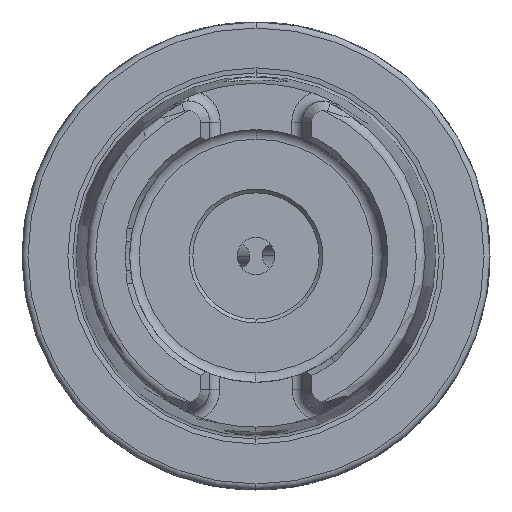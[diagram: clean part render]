
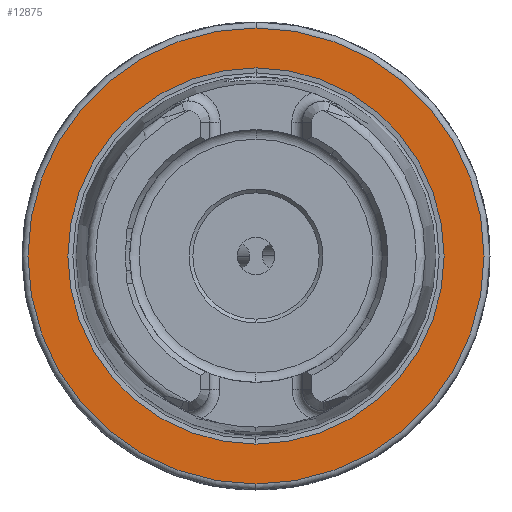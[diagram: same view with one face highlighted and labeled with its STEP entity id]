
A CAD part, left-side view. The second image highlights one B-rep face of the part: STEP entity #12875.
In plain terms, the highlighted planar face has unit normal (-1, 0, 0).
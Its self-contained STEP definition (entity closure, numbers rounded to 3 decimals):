
#415 = CARTESIAN_POINT ( 'NONE',  ( 0., 0., 30.7 ) ) ;
#526 = DIRECTION ( 'NONE',  ( -1., 0., 0. ) ) ;
#850 = CIRCLE ( 'NONE', #4709, 30.7 ) ;
#1048 = CARTESIAN_POINT ( 'NONE',  ( 0., 30.7, 0. ) ) ;
#1443 = FACE_BOUND ( 'NONE', #16257, .T. ) ;
#2641 = ORIENTED_EDGE ( 'NONE', *, *, #5069, .F. ) ;
#3170 = FACE_OUTER_BOUND ( 'NONE', #4105, .T. ) ;
#3189 = CIRCLE ( 'NONE', #3681, 25.324 ) ;
#3681 = AXIS2_PLACEMENT_3D ( 'NONE', #8888, #17128, #10128 ) ;
#4105 = EDGE_LOOP ( 'NONE', ( #4107, #8302 ) ) ;
#4107 = ORIENTED_EDGE ( 'NONE', *, *, #8356, .T. ) ;
#4709 = AXIS2_PLACEMENT_3D ( 'NONE', #5628, #16675, #6150 ) ;
#5069 = EDGE_CURVE ( 'NONE', #7462, #13000, #3189, .T. ) ;
#5569 = AXIS2_PLACEMENT_3D ( 'NONE', #16692, #526, #15481 ) ;
#5628 = CARTESIAN_POINT ( 'NONE',  ( 0., 0., 0. ) ) ;
#5783 = CARTESIAN_POINT ( 'NONE',  ( 0., 0., -25.324 ) ) ;
#6128 = CARTESIAN_POINT ( 'NONE',  ( 0., 0., 25.324 ) ) ;
#6150 = DIRECTION ( 'NONE',  ( 0., 0., 1. ) ) ;
#6280 = VERTEX_POINT ( 'NONE', #9808 ) ;
#7462 = VERTEX_POINT ( 'NONE', #6128 ) ;
#8237 = AXIS2_PLACEMENT_3D ( 'NONE', #15162, #16842, #8579 ) ;
#8302 = ORIENTED_EDGE ( 'NONE', *, *, #11709, .T. ) ;
#8356 = EDGE_CURVE ( 'NONE', #11309, #6280, #9437, .T. ) ;
#8579 = DIRECTION ( 'NONE',  ( 0., 0., 1. ) ) ;
#8888 = CARTESIAN_POINT ( 'NONE',  ( 0., 0., 0. ) ) ;
#9377 = DIRECTION ( 'NONE',  ( 0., 0., -1. ) ) ;
#9437 = CIRCLE ( 'NONE', #5569, 30.7 ) ;
#9808 = CARTESIAN_POINT ( 'NONE',  ( 0., 0., -30.7 ) ) ;
#9981 = AXIS2_PLACEMENT_3D ( 'NONE', #1048, #10572, #9377 ) ;
#10128 = DIRECTION ( 'NONE',  ( 0., 0., 1. ) ) ;
#10572 = DIRECTION ( 'NONE',  ( 1., 0., 0. ) ) ;
#10684 = EDGE_CURVE ( 'NONE', #13000, #7462, #13465, .T. ) ;
#11309 = VERTEX_POINT ( 'NONE', #415 ) ;
#11709 = EDGE_CURVE ( 'NONE', #6280, #11309, #850, .T. ) ;
#12004 = PLANE ( 'NONE',  #9981 ) ;
#12875 = ADVANCED_FACE ( 'NONE', ( #1443, #3170 ), #12004, .F. ) ;
#12946 = ORIENTED_EDGE ( 'NONE', *, *, #10684, .F. ) ;
#13000 = VERTEX_POINT ( 'NONE', #5783 ) ;
#13465 = CIRCLE ( 'NONE', #8237, 25.324 ) ;
#15162 = CARTESIAN_POINT ( 'NONE',  ( 0., 0., 0. ) ) ;
#15481 = DIRECTION ( 'NONE',  ( 0., 0., 1. ) ) ;
#16257 = EDGE_LOOP ( 'NONE', ( #2641, #12946 ) ) ;
#16675 = DIRECTION ( 'NONE',  ( -1., 0., 0. ) ) ;
#16692 = CARTESIAN_POINT ( 'NONE',  ( 0., 0., 0. ) ) ;
#16842 = DIRECTION ( 'NONE',  ( -1., 0., 0. ) ) ;
#17128 = DIRECTION ( 'NONE',  ( -1., 0., 0. ) ) ;
